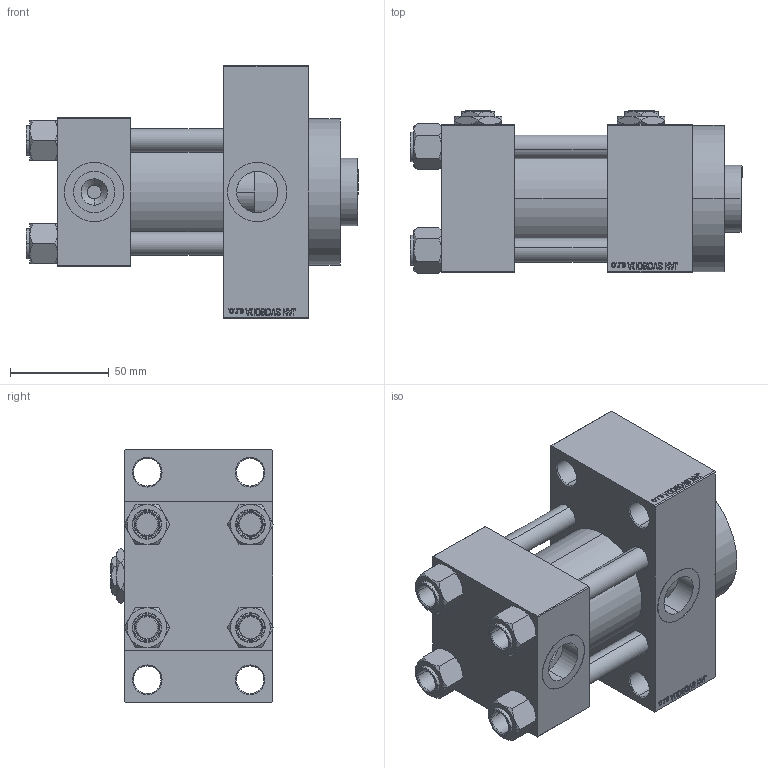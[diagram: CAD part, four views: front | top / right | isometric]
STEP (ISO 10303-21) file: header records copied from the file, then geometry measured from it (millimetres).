
FILE_DESCRIPTION (( 'STEP AP203' ), '1' );
FILE_NAME ('f4c7.STEP', '2025-04-22T16:46:06', ( '' ), ( '' ), 'SwSTEP 2.0', 'SolidWorks 2019', '' );
FILE_SCHEMA (( 'CONFIG_CONTROL_DESIGN' ));
Length unit declared in the file: millimetre
Products named in the file (7): NUT_M5_D 36134737b81ea6258a1749bb8f20e372; f4c7; V215_VC_A 36134737b81ea6258a1749bb8f20e372; Zatka_pro_OIL_PORT 36134737b81ea6258a1749bb8f20e372; V215CR_D_Body 36134737b81ea6258a1749bb8f20e372; V215CR_D_TYCINKA 36134737b81ea6258a1749bb8f20e372; V215CR_VCP_D 36134737b81ea6258a1749bb8f20e372
Assembly tree (13 placements, depth 2):
  f4c7
    V215CR_D_Body 36134737b81ea6258a1749bb8f20e372
    V215CR_VCP_D 36134737b81ea6258a1749bb8f20e372
    NUT_M5_D 36134737b81ea6258a1749bb8f20e372  x4
    V215CR_D_TYCINKA 36134737b81ea6258a1749bb8f20e372  x4
    V215_VC_A 36134737b81ea6258a1749bb8f20e372
    Zatka_pro_OIL_PORT 36134737b81ea6258a1749bb8f20e372  x2
Bounding box: 168 x 82.27 x 128 mm (x, y, z)
Volume: 753765 mm3; surface area: 158325.6 mm2
Topology: 13 solids, 13 shells, 1205 faces, 2984 edges, 1921 vertices
Faces by surface type: plane 545, bspline 368, cone 184, cylinder 100, torus 8
Entity records: 49289 total; most frequent: CARTESIAN_POINT 25713, ORIENTED_EDGE 5268, DIRECTION 3452, EDGE_CURVE 2634, VERTEX_POINT 1719, VECTOR 1552, LINE 1552, EDGE_LOOP 1181
